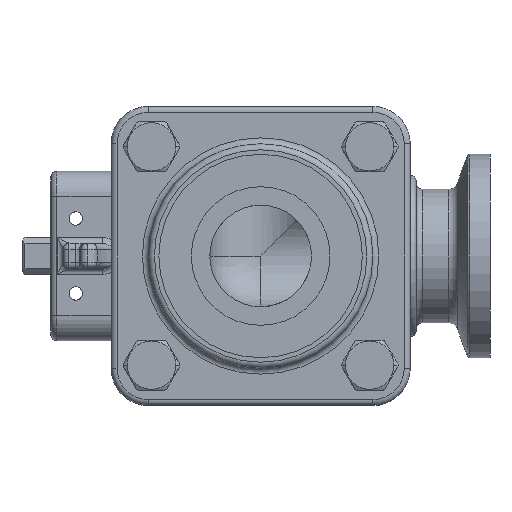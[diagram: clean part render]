
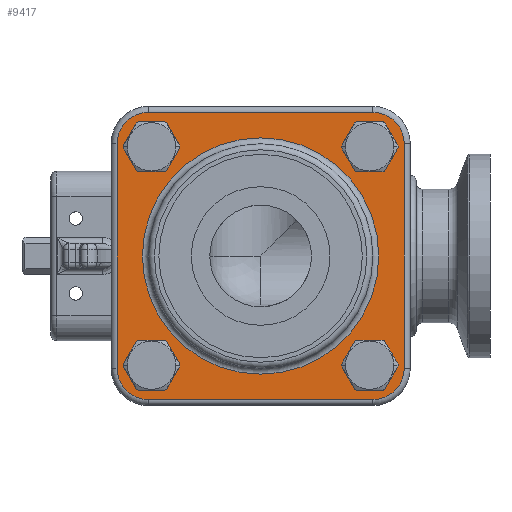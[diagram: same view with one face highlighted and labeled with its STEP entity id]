
A CAD part, left-side view. The second image highlights one B-rep face of the part: STEP entity #9417.
In plain terms, the highlighted face is planar.
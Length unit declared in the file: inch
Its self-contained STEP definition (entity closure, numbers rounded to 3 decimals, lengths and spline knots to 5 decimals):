
#939=FACE_BOUND('',#1855,.T.);
#940=FACE_BOUND('',#1856,.T.);
#941=FACE_BOUND('',#1857,.T.);
#942=FACE_BOUND('',#1858,.T.);
#943=FACE_BOUND('',#1859,.T.);
#1225=FACE_OUTER_BOUND('',#1854,.T.);
#1854=EDGE_LOOP('',(#7503,#7504,#7505,#7506,#7507,#7508,#7509,#7510));
#1855=EDGE_LOOP('',(#7511,#7512));
#1856=EDGE_LOOP('',(#7513,#7514));
#1857=EDGE_LOOP('',(#7515,#7516));
#1858=EDGE_LOOP('',(#7517,#7518));
#1859=EDGE_LOOP('',(#7519));
#2405=LINE('',#17793,#2928);
#2406=LINE('',#17797,#2929);
#2407=LINE('',#17801,#2930);
#2408=LINE('',#17805,#2931);
#2928=VECTOR('',#12683,0.3937);
#2929=VECTOR('',#12686,0.3937);
#2930=VECTOR('',#12689,0.3937);
#2931=VECTOR('',#12692,0.3937);
#3574=CIRCLE('',#10616,1.185);
#3575=CIRCLE('',#10618,0.315);
#3576=CIRCLE('',#10619,0.315);
#3577=CIRCLE('',#10620,0.315);
#3578=CIRCLE('',#10621,0.315);
#3579=CIRCLE('',#10622,0.175);
#3580=CIRCLE('',#10623,0.175);
#3581=CIRCLE('',#10624,0.175);
#3582=CIRCLE('',#10625,0.175);
#3583=CIRCLE('',#10626,0.175);
#3584=CIRCLE('',#10627,0.175);
#3585=CIRCLE('',#10628,0.175);
#3586=CIRCLE('',#10629,0.175);
#4296=VERTEX_POINT('',#17787);
#4297=VERTEX_POINT('',#17791);
#4298=VERTEX_POINT('',#17792);
#4299=VERTEX_POINT('',#17794);
#4300=VERTEX_POINT('',#17796);
#4301=VERTEX_POINT('',#17798);
#4302=VERTEX_POINT('',#17800);
#4303=VERTEX_POINT('',#17802);
#4304=VERTEX_POINT('',#17804);
#4305=VERTEX_POINT('',#17807);
#4306=VERTEX_POINT('',#17808);
#4307=VERTEX_POINT('',#17811);
#4308=VERTEX_POINT('',#17812);
#4309=VERTEX_POINT('',#17815);
#4310=VERTEX_POINT('',#17816);
#4311=VERTEX_POINT('',#17819);
#4312=VERTEX_POINT('',#17820);
#5420=EDGE_CURVE('',#4296,#4296,#3574,.T.);
#5421=EDGE_CURVE('',#4297,#4298,#2405,.T.);
#5422=EDGE_CURVE('',#4299,#4297,#3575,.T.);
#5423=EDGE_CURVE('',#4300,#4299,#2406,.T.);
#5424=EDGE_CURVE('',#4301,#4300,#3576,.T.);
#5425=EDGE_CURVE('',#4302,#4301,#2407,.T.);
#5426=EDGE_CURVE('',#4303,#4302,#3577,.T.);
#5427=EDGE_CURVE('',#4304,#4303,#2408,.T.);
#5428=EDGE_CURVE('',#4298,#4304,#3578,.T.);
#5429=EDGE_CURVE('',#4305,#4306,#3579,.T.);
#5430=EDGE_CURVE('',#4306,#4305,#3580,.T.);
#5431=EDGE_CURVE('',#4307,#4308,#3581,.T.);
#5432=EDGE_CURVE('',#4308,#4307,#3582,.T.);
#5433=EDGE_CURVE('',#4309,#4310,#3583,.T.);
#5434=EDGE_CURVE('',#4310,#4309,#3584,.T.);
#5435=EDGE_CURVE('',#4311,#4312,#3585,.T.);
#5436=EDGE_CURVE('',#4312,#4311,#3586,.T.);
#7503=ORIENTED_EDGE('',*,*,#5421,.F.);
#7504=ORIENTED_EDGE('',*,*,#5422,.F.);
#7505=ORIENTED_EDGE('',*,*,#5423,.F.);
#7506=ORIENTED_EDGE('',*,*,#5424,.F.);
#7507=ORIENTED_EDGE('',*,*,#5425,.F.);
#7508=ORIENTED_EDGE('',*,*,#5426,.F.);
#7509=ORIENTED_EDGE('',*,*,#5427,.F.);
#7510=ORIENTED_EDGE('',*,*,#5428,.F.);
#7511=ORIENTED_EDGE('',*,*,#5429,.T.);
#7512=ORIENTED_EDGE('',*,*,#5430,.T.);
#7513=ORIENTED_EDGE('',*,*,#5431,.T.);
#7514=ORIENTED_EDGE('',*,*,#5432,.T.);
#7515=ORIENTED_EDGE('',*,*,#5433,.T.);
#7516=ORIENTED_EDGE('',*,*,#5434,.T.);
#7517=ORIENTED_EDGE('',*,*,#5435,.T.);
#7518=ORIENTED_EDGE('',*,*,#5436,.T.);
#7519=ORIENTED_EDGE('',*,*,#5420,.F.);
#9081=PLANE('',#10617);
#9417=ADVANCED_FACE('',(#1225,#939,#940,#941,#942,#943),#9081,.T.);
#10616=AXIS2_PLACEMENT_3D('',#17789,#12679,#12680);
#10617=AXIS2_PLACEMENT_3D('',#17790,#12681,#12682);
#10618=AXIS2_PLACEMENT_3D('',#17795,#12684,#12685);
#10619=AXIS2_PLACEMENT_3D('',#17799,#12687,#12688);
#10620=AXIS2_PLACEMENT_3D('',#17803,#12690,#12691);
#10621=AXIS2_PLACEMENT_3D('',#17806,#12693,#12694);
#10622=AXIS2_PLACEMENT_3D('',#17809,#12695,#12696);
#10623=AXIS2_PLACEMENT_3D('',#17810,#12697,#12698);
#10624=AXIS2_PLACEMENT_3D('',#17813,#12699,#12700);
#10625=AXIS2_PLACEMENT_3D('',#17814,#12701,#12702);
#10626=AXIS2_PLACEMENT_3D('',#17817,#12703,#12704);
#10627=AXIS2_PLACEMENT_3D('',#17818,#12705,#12706);
#10628=AXIS2_PLACEMENT_3D('',#17821,#12707,#12708);
#10629=AXIS2_PLACEMENT_3D('',#17822,#12709,#12710);
#12679=DIRECTION('center_axis',(0.,0.,1.));
#12680=DIRECTION('ref_axis',(-1.,0.,0.));
#12681=DIRECTION('center_axis',(0.,0.,1.));
#12682=DIRECTION('ref_axis',(1.,0.,0.));
#12683=DIRECTION('',(1.,0.,0.));
#12684=DIRECTION('center_axis',(0.,0.,-1.));
#12685=DIRECTION('ref_axis',(-0.707,0.707,0.));
#12686=DIRECTION('',(0.,1.,0.));
#12687=DIRECTION('center_axis',(0.,0.,-1.));
#12688=DIRECTION('ref_axis',(-0.707,-0.707,0.));
#12689=DIRECTION('',(-1.,0.,0.));
#12690=DIRECTION('center_axis',(0.,0.,-1.));
#12691=DIRECTION('ref_axis',(0.707,-0.707,0.));
#12692=DIRECTION('',(0.,-1.,0.));
#12693=DIRECTION('center_axis',(0.,0.,-1.));
#12694=DIRECTION('ref_axis',(0.707,0.707,0.));
#12695=DIRECTION('center_axis',(0.,0.,-1.));
#12696=DIRECTION('ref_axis',(0.,-1.,0.));
#12697=DIRECTION('center_axis',(0.,0.,-1.));
#12698=DIRECTION('ref_axis',(0.,-1.,0.));
#12699=DIRECTION('center_axis',(0.,0.,-1.));
#12700=DIRECTION('ref_axis',(-1.,0.,0.));
#12701=DIRECTION('center_axis',(0.,0.,-1.));
#12702=DIRECTION('ref_axis',(-1.,0.,0.));
#12703=DIRECTION('center_axis',(0.,0.,-1.));
#12704=DIRECTION('ref_axis',(0.,1.,0.));
#12705=DIRECTION('center_axis',(0.,0.,-1.));
#12706=DIRECTION('ref_axis',(0.,1.,0.));
#12707=DIRECTION('center_axis',(0.,0.,-1.));
#12708=DIRECTION('ref_axis',(1.,0.,0.));
#12709=DIRECTION('center_axis',(0.,0.,-1.));
#12710=DIRECTION('ref_axis',(1.,0.,0.));
#17787=CARTESIAN_POINT('',(1.185,0.,0.59));
#17789=CARTESIAN_POINT('Origin',(0.,0.,0.59));
#17790=CARTESIAN_POINT('Origin',(0.,0.,
0.59));
#17791=CARTESIAN_POINT('',(-1.125,1.44,0.59));
#17792=CARTESIAN_POINT('',(1.125,1.44,0.59));
#17793=CARTESIAN_POINT('',(-0.75,1.44,0.59));
#17794=CARTESIAN_POINT('',(-1.44,1.125,0.59));
#17795=CARTESIAN_POINT('Origin',(-1.125,1.125,0.59));
#17796=CARTESIAN_POINT('',(-1.44,-1.125,0.59));
#17797=CARTESIAN_POINT('',(-1.44,-0.75,0.59));
#17798=CARTESIAN_POINT('',(-1.125,-1.44,0.59));
#17799=CARTESIAN_POINT('Origin',(-1.125,-1.125,0.59));
#17800=CARTESIAN_POINT('',(1.125,-1.44,0.59));
#17801=CARTESIAN_POINT('',(0.75,-1.44,0.59));
#17802=CARTESIAN_POINT('',(1.44,-1.125,0.59));
#17803=CARTESIAN_POINT('Origin',(1.125,-1.125,0.59));
#17804=CARTESIAN_POINT('',(1.44,1.125,0.59));
#17805=CARTESIAN_POINT('',(1.44,0.75,0.59));
#17806=CARTESIAN_POINT('Origin',(1.125,1.125,0.59));
#17807=CARTESIAN_POINT('',(1.094,0.919,0.59));
#17808=CARTESIAN_POINT('',(1.094,1.269,0.59));
#17809=CARTESIAN_POINT('Origin',(1.094,1.094,0.59));
#17810=CARTESIAN_POINT('Origin',(1.094,1.094,0.59));
#17811=CARTESIAN_POINT('',(0.919,-1.094,0.59));
#17812=CARTESIAN_POINT('',(1.269,-1.094,0.59));
#17813=CARTESIAN_POINT('Origin',(1.094,-1.094,0.59));
#17814=CARTESIAN_POINT('Origin',(1.094,-1.094,0.59));
#17815=CARTESIAN_POINT('',(-1.094,-0.919,0.59));
#17816=CARTESIAN_POINT('',(-1.094,-1.269,0.59));
#17817=CARTESIAN_POINT('Origin',(-1.094,-1.094,0.59));
#17818=CARTESIAN_POINT('Origin',(-1.094,-1.094,0.59));
#17819=CARTESIAN_POINT('',(-0.919,1.094,0.59));
#17820=CARTESIAN_POINT('',(-1.269,1.094,0.59));
#17821=CARTESIAN_POINT('Origin',(-1.094,1.094,0.59));
#17822=CARTESIAN_POINT('Origin',(-1.094,1.094,0.59));
